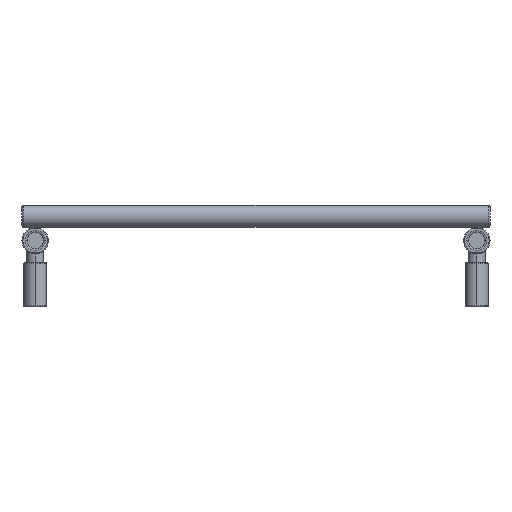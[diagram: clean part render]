
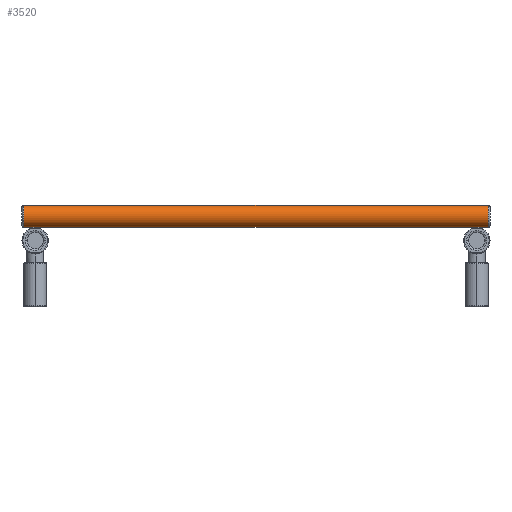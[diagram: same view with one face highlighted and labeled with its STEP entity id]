
A CAD part, front view. The second image highlights one B-rep face of the part: STEP entity #3520.
In plain terms, the highlighted cylindrical face has radius 12.5 mm (diameter 25 mm), a partial arc.
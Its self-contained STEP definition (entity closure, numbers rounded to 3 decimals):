
#3337=DIRECTION('',(1.,0.,0.));
#3338=VECTOR('',#3337,526.);
#3339=CARTESIAN_POINT('',(-263.,20.,-40.));
#3340=LINE('',#3339,#3338);
#3376=CARTESIAN_POINT('',(263.,20.,-27.5));
#3377=DIRECTION('',(1.,0.,0.));
#3378=DIRECTION('',(0.,0.,1.));
#3379=AXIS2_PLACEMENT_3D('',#3376,#3377,#3378);
#3384=CARTESIAN_POINT('',(-263.,20.,-27.5));
#3385=DIRECTION('',(-1.,0.,0.));
#3386=DIRECTION('',(0.,0.,-1.));
#3387=AXIS2_PLACEMENT_3D('',#3384,#3385,#3386);
#3392=DIRECTION('',(1.,0.,0.));
#3393=VECTOR('',#3392,526.);
#3394=CARTESIAN_POINT('',(-263.,20.,-15.));
#3395=LINE('',#3394,#3393);
#3403=CARTESIAN_POINT('',(263.,20.,-15.));
#3404=CARTESIAN_POINT('',(263.,20.,-40.));
#3405=VERTEX_POINT('',#3403);
#3406=VERTEX_POINT('',#3404);
#3411=CARTESIAN_POINT('',(-263.,20.,-40.));
#3412=CARTESIAN_POINT('',(-263.,20.,-15.));
#3413=VERTEX_POINT('',#3411);
#3414=VERTEX_POINT('',#3412);
#3509=CARTESIAN_POINT('',(-265.,20.,-27.5));
#3510=DIRECTION('',(1.,0.,0.));
#3511=DIRECTION('',(0.,0.,-1.));
#3512=AXIS2_PLACEMENT_3D('',#3509,#3510,#3511);
#3513=CYLINDRICAL_SURFACE('',#3512,12.5);
#3514=ORIENTED_EDGE('',*,*,#3503,.T.);
#3515=ORIENTED_EDGE('',*,*,#3465,.F.);
#3516=ORIENTED_EDGE('',*,*,#3435,.T.);
#3517=ORIENTED_EDGE('',*,*,#3462,.T.);
#3518=EDGE_LOOP('',(#3514,#3515,#3516,#3517));
#3519=FACE_OUTER_BOUND('',#3518,.F.);
#3380=CIRCLE('',#3379,12.5);
#3388=CIRCLE('',#3387,12.5);
#3435=EDGE_CURVE('',#3413,#3414,#3388,.T.);
#3462=EDGE_CURVE('',#3414,#3405,#3395,.T.);
#3465=EDGE_CURVE('',#3413,#3406,#3340,.T.);
#3503=EDGE_CURVE('',#3405,#3406,#3380,.T.);
#3520=ADVANCED_FACE('',(#3519),#3513,.T.);
